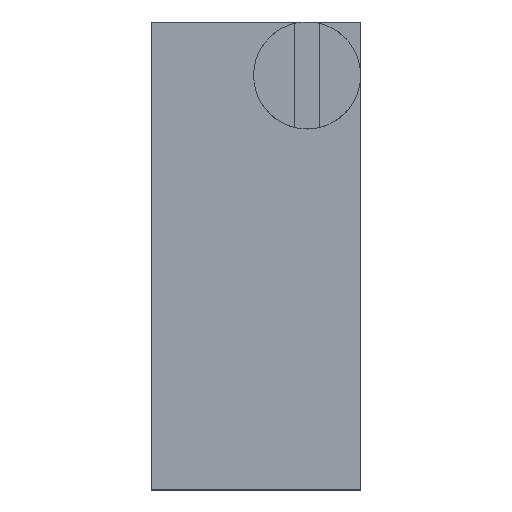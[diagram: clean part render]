
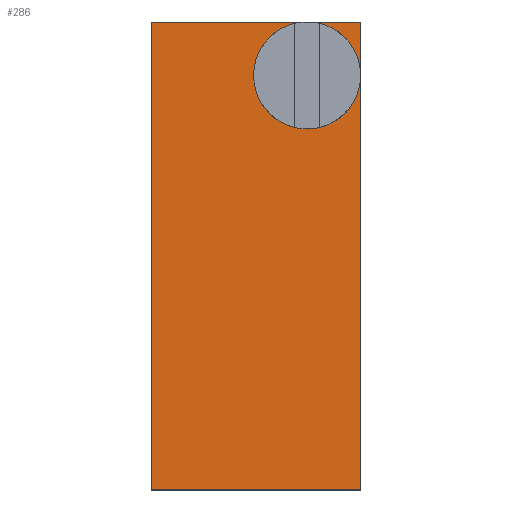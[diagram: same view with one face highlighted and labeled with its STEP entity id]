
A CAD part, top view. The second image highlights one B-rep face of the part: STEP entity #286.
In plain terms, the highlighted planar face has unit normal (0, 0, 1).
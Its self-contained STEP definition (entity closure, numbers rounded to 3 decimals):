
#44=FACE_OUTER_BOUND('',#66,.T.);
#66=EDGE_LOOP('',(#208,#209,#210,#211));
#86=LINE('',#458,#110);
#89=LINE('',#464,#113);
#92=LINE('',#470,#116);
#95=LINE('',#474,#119);
#110=VECTOR('',#362,10.);
#113=VECTOR('',#367,10.);
#116=VECTOR('',#372,10.);
#119=VECTOR('',#377,10.);
#134=VERTEX_POINT('',#455);
#135=VERTEX_POINT('',#457);
#137=VERTEX_POINT('',#463);
#139=VERTEX_POINT('',#469);
#158=EDGE_CURVE('',#135,#134,#86,.T.);
#161=EDGE_CURVE('',#137,#135,#89,.T.);
#164=EDGE_CURVE('',#139,#137,#92,.T.);
#167=EDGE_CURVE('',#134,#139,#95,.T.);
#208=ORIENTED_EDGE('',*,*,#167,.T.);
#209=ORIENTED_EDGE('',*,*,#164,.T.);
#210=ORIENTED_EDGE('',*,*,#161,.T.);
#211=ORIENTED_EDGE('',*,*,#158,.T.);
#268=PLANE('',#326);
#286=ADVANCED_FACE('',(#44),#268,.T.);
#326=AXIS2_PLACEMENT_3D('',#475,#378,#379);
#362=DIRECTION('',(1.,0.,0.));
#367=DIRECTION('',(0.,-1.,0.));
#372=DIRECTION('',(-1.,0.,0.));
#377=DIRECTION('',(0.,1.,0.));
#378=DIRECTION('center_axis',(0.,0.,1.));
#379=DIRECTION('ref_axis',(1.,0.,0.));
#455=CARTESIAN_POINT('',(2.15,-4.8,10.1));
#457=CARTESIAN_POINT('',(-2.15,-4.8,10.1));
#458=CARTESIAN_POINT('',(-2.15,-4.8,10.1));
#463=CARTESIAN_POINT('',(-2.15,4.8,10.1));
#464=CARTESIAN_POINT('',(-2.15,4.8,10.1));
#469=CARTESIAN_POINT('',(2.15,4.8,10.1));
#470=CARTESIAN_POINT('',(2.15,4.8,10.1));
#474=CARTESIAN_POINT('',(2.15,-4.8,10.1));
#475=CARTESIAN_POINT('Origin',(0.,0.,10.1));
